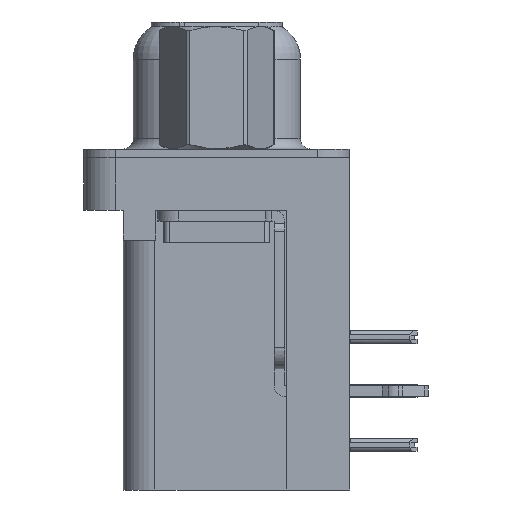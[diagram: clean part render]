
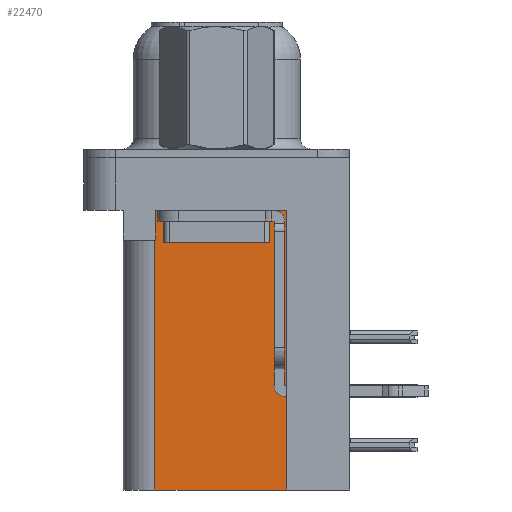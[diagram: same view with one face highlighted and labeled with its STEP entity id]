
A CAD part, left-side view. The second image highlights one B-rep face of the part: STEP entity #22470.
In plain terms, the highlighted planar face has unit normal (-1, 0, 0).
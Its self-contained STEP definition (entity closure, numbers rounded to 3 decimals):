
#724 = PLANE ( 'NONE',  #37727 ) ;
#1125 = CARTESIAN_POINT ( 'NONE',  ( 3.765, -3.295, -15.7 ) ) ;
#1304 = VERTEX_POINT ( 'NONE', #25771 ) ;
#1363 = DIRECTION ( 'NONE',  ( 0., 0., 1. ) ) ;
#1494 = EDGE_CURVE ( 'NONE', #5474, #4660, #27194, .T. ) ;
#2316 = ORIENTED_EDGE ( 'NONE', *, *, #6562, .T. ) ;
#2700 = EDGE_CURVE ( 'NONE', #1304, #4660, #23635, .T. ) ;
#2827 = ORIENTED_EDGE ( 'NONE', *, *, #1494, .F. ) ;
#3200 = CARTESIAN_POINT ( 'NONE',  ( 3.765, -3.295, -15.7 ) ) ;
#3342 = VECTOR ( 'NONE', #31083, 1000. ) ;
#3943 = VECTOR ( 'NONE', #39715, 1000. ) ;
#4027 = DIRECTION ( 'NONE',  ( 0., 0., -1. ) ) ;
#4093 = DIRECTION ( 'NONE',  ( 0., 1., 0. ) ) ;
#4526 = CARTESIAN_POINT ( 'NONE',  ( 3.765, 2.925, -15.7 ) ) ;
#4660 = VERTEX_POINT ( 'NONE', #13047 ) ;
#4901 = VERTEX_POINT ( 'NONE', #34048 ) ;
#5474 = VERTEX_POINT ( 'NONE', #4526 ) ;
#6562 = EDGE_CURVE ( 'NONE', #29491, #1304, #38632, .T. ) ;
#13047 = CARTESIAN_POINT ( 'NONE',  ( 3.765, 2.925, -3.9 ) ) ;
#18403 = CARTESIAN_POINT ( 'NONE',  ( 3.765, 2.895, -3.9 ) ) ;
#20675 = LINE ( 'NONE', #3200, #22709 ) ;
#20694 = VECTOR ( 'NONE', #23501, 1000. ) ;
#21902 = CARTESIAN_POINT ( 'NONE',  ( 3.765, 2.895, -2.5 ) ) ;
#22097 = LINE ( 'NONE', #27155, #39227 ) ;
#22470 = ADVANCED_FACE ( 'NONE', ( #32005 ), #724, .F. ) ;
#22709 = VECTOR ( 'NONE', #25713, 1000. ) ;
#23331 = DIRECTION ( 'NONE',  ( 1., 0., 0. ) ) ;
#23501 = DIRECTION ( 'NONE',  ( 0., 0., 1. ) ) ;
#23635 = LINE ( 'NONE', #26597, #32279 ) ;
#24022 = EDGE_LOOP ( 'NONE', ( #29301, #2316, #39525, #2827, #32034, #24741 ) ) ;
#24741 = ORIENTED_EDGE ( 'NONE', *, *, #30670, .T. ) ;
#25713 = DIRECTION ( 'NONE',  ( 0., 1., 0. ) ) ;
#25771 = CARTESIAN_POINT ( 'NONE',  ( 3.765, 2.895, -3.9 ) ) ;
#26597 = CARTESIAN_POINT ( 'NONE',  ( 3.765, 0., -3.9 ) ) ;
#27155 = CARTESIAN_POINT ( 'NONE',  ( 3.765, -3.295, -15.7 ) ) ;
#27194 = LINE ( 'NONE', #33111, #20694 ) ;
#29077 = EDGE_CURVE ( 'NONE', #31240, #5474, #20675, .T. ) ;
#29301 = ORIENTED_EDGE ( 'NONE', *, *, #31759, .T. ) ;
#29491 = VERTEX_POINT ( 'NONE', #21902 ) ;
#30670 = EDGE_CURVE ( 'NONE', #31240, #4901, #22097, .T. ) ;
#31083 = DIRECTION ( 'NONE',  ( 0., 0., -1. ) ) ;
#31240 = VERTEX_POINT ( 'NONE', #1125 ) ;
#31759 = EDGE_CURVE ( 'NONE', #4901, #29491, #38243, .T. ) ;
#32005 = FACE_OUTER_BOUND ( 'NONE', #24022, .T. ) ;
#32034 = ORIENTED_EDGE ( 'NONE', *, *, #29077, .F. ) ;
#32279 = VECTOR ( 'NONE', #4093, 1000. ) ;
#32957 = CARTESIAN_POINT ( 'NONE',  ( 3.765, -3.295, -15.7 ) ) ;
#33111 = CARTESIAN_POINT ( 'NONE',  ( 3.765, 2.925, -15.7 ) ) ;
#34048 = CARTESIAN_POINT ( 'NONE',  ( 3.765, -3.295, -2.5 ) ) ;
#36544 = CARTESIAN_POINT ( 'NONE',  ( 3.765, -3.295, -2.5 ) ) ;
#37727 = AXIS2_PLACEMENT_3D ( 'NONE', #32957, #23331, #4027 ) ;
#38243 = LINE ( 'NONE', #36544, #3943 ) ;
#38632 = LINE ( 'NONE', #18403, #3342 ) ;
#39227 = VECTOR ( 'NONE', #1363, 1000. ) ;
#39525 = ORIENTED_EDGE ( 'NONE', *, *, #2700, .T. ) ;
#39715 = DIRECTION ( 'NONE',  ( 0., 1., 0. ) ) ;
